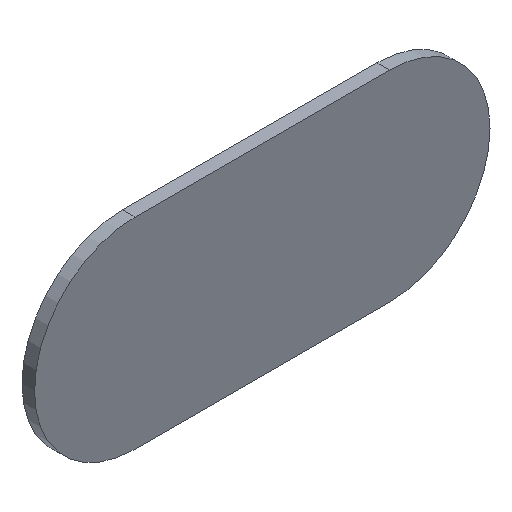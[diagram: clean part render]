
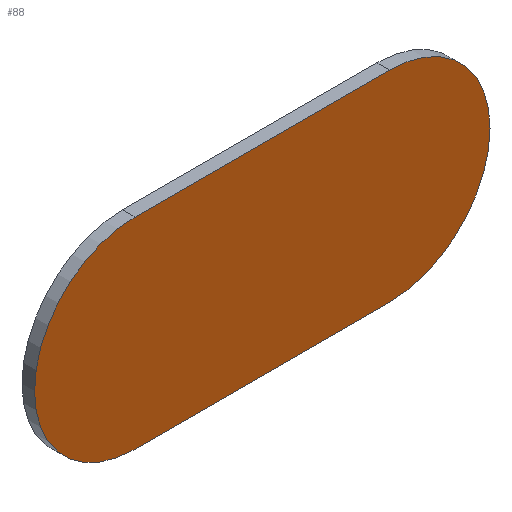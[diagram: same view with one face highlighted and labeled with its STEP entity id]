
A CAD part, isometric view. The second image highlights one B-rep face of the part: STEP entity #88.
In plain terms, the highlighted planar face has unit normal (0, -1, 0).
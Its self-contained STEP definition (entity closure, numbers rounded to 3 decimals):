
#5 = CARTESIAN_POINT ( 'NONE',  ( -40.5, 0., -32. ) ) ;
#7 = VERTEX_POINT ( 'NONE', #170 ) ;
#12 = CARTESIAN_POINT ( 'NONE',  ( -40.5, 0., -32. ) ) ;
#15 = AXIS2_PLACEMENT_3D ( 'NONE', #132, #134, #131 ) ;
#18 = EDGE_CURVE ( 'NONE', #133, #137, #69, .T. ) ;
#22 = DIRECTION ( 'NONE',  ( -1., 0., 0. ) ) ;
#24 = EDGE_CURVE ( 'NONE', #7, #120, #67, .T. ) ;
#26 = CARTESIAN_POINT ( 'NONE',  ( -40.5, 0., 32. ) ) ;
#29 = EDGE_CURVE ( 'NONE', #137, #7, #70, .T. ) ;
#32 = EDGE_CURVE ( 'NONE', #120, #133, #61, .T. ) ;
#45 = AXIS2_PLACEMENT_3D ( 'NONE', #169, #195, #199 ) ;
#58 = FACE_OUTER_BOUND ( 'NONE', #79, .T. ) ;
#61 = CIRCLE ( 'NONE', #15, 32. ) ;
#63 = VECTOR ( 'NONE', #22, 1000. ) ;
#67 = LINE ( 'NONE', #12, #63 ) ;
#68 = VECTOR ( 'NONE', #167, 1000. ) ;
#69 = LINE ( 'NONE', #175, #68 ) ;
#70 = CIRCLE ( 'NONE', #160, 32. ) ;
#79 = EDGE_LOOP ( 'NONE', ( #113, #114, #115, #117 ) ) ;
#88 = ADVANCED_FACE ( 'NONE', ( #58 ), #176, .F. ) ;
#113 = ORIENTED_EDGE ( 'NONE', *, *, #32, .F. ) ;
#114 = ORIENTED_EDGE ( 'NONE', *, *, #24, .F. ) ;
#115 = ORIENTED_EDGE ( 'NONE', *, *, #29, .F. ) ;
#117 = ORIENTED_EDGE ( 'NONE', *, *, #18, .F. ) ;
#120 = VERTEX_POINT ( 'NONE', #5 ) ;
#131 = DIRECTION ( 'NONE',  ( 0., 0., 1. ) ) ;
#132 = CARTESIAN_POINT ( 'NONE',  ( -40.5, 0., 0. ) ) ;
#133 = VERTEX_POINT ( 'NONE', #26 ) ;
#134 = DIRECTION ( 'NONE',  ( 0., 1., 0. ) ) ;
#137 = VERTEX_POINT ( 'NONE', #166 ) ;
#160 = AXIS2_PLACEMENT_3D ( 'NONE', #181, #190, #204 ) ;
#166 = CARTESIAN_POINT ( 'NONE',  ( 40.5, 0., 32. ) ) ;
#167 = DIRECTION ( 'NONE',  ( 1., 0., 0. ) ) ;
#169 = CARTESIAN_POINT ( 'NONE',  ( -40.5, 0., 0. ) ) ;
#170 = CARTESIAN_POINT ( 'NONE',  ( 40.5, 0., -32. ) ) ;
#175 = CARTESIAN_POINT ( 'NONE',  ( -40.5, 0., 32. ) ) ;
#176 = PLANE ( 'NONE',  #45 ) ;
#181 = CARTESIAN_POINT ( 'NONE',  ( 40.5, 0., 0. ) ) ;
#190 = DIRECTION ( 'NONE',  ( 0., 1., 0. ) ) ;
#195 = DIRECTION ( 'NONE',  ( 0., 1., 0. ) ) ;
#199 = DIRECTION ( 'NONE',  ( 0., 0., 1. ) ) ;
#204 = DIRECTION ( 'NONE',  ( 0., 0., 1. ) ) ;
